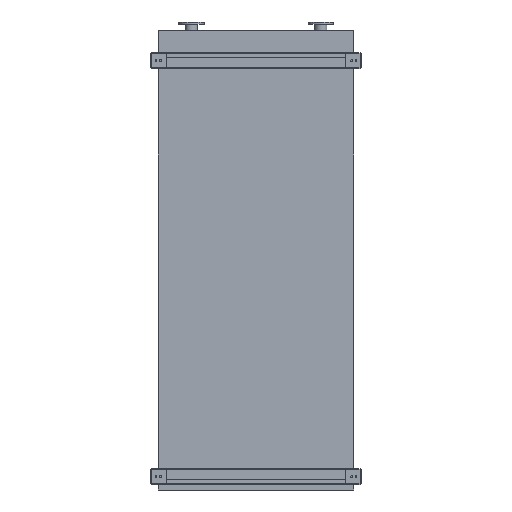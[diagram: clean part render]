
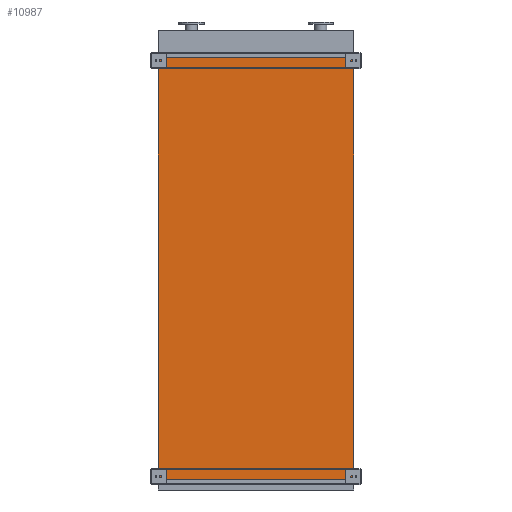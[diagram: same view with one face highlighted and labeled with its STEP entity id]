
A CAD part, front view. The second image highlights one B-rep face of the part: STEP entity #10987.
In plain terms, the highlighted planar face has unit normal (0, -1, 0).
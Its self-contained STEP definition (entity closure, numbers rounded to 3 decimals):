
#73 = ORIENTED_EDGE ( 'NONE', *, *, #3074, .F. ) ;
#669 = VECTOR ( 'NONE', #1240, 1000. ) ;
#1240 = DIRECTION ( 'NONE',  ( 1., 0., 0. ) ) ;
#1901 = CARTESIAN_POINT ( 'NONE',  ( -845., 0., 0. ) ) ;
#2117 = LINE ( 'NONE', #17883, #21115 ) ;
#3074 = EDGE_CURVE ( 'NONE', #19986, #13455, #19530, .T. ) ;
#3097 = CARTESIAN_POINT ( 'NONE',  ( -845., 0., -3650. ) ) ;
#3475 = DIRECTION ( 'NONE',  ( 0., -1., 0. ) ) ;
#4188 = FACE_OUTER_BOUND ( 'NONE', #13145, .T. ) ;
#4693 = AXIS2_PLACEMENT_3D ( 'NONE', #21771, #3475, #16336 ) ;
#4931 = VECTOR ( 'NONE', #14889, 1000. ) ;
#5062 = DIRECTION ( 'NONE',  ( 0., 0., 1. ) ) ;
#5935 = EDGE_CURVE ( 'NONE', #18645, #13455, #6087, .T. ) ;
#6087 = LINE ( 'NONE', #14089, #10419 ) ;
#6908 = ORIENTED_EDGE ( 'NONE', *, *, #8378, .T. ) ;
#7066 = CARTESIAN_POINT ( 'NONE',  ( 845., 0., -3650. ) ) ;
#8054 = ORIENTED_EDGE ( 'NONE', *, *, #5935, .T. ) ;
#8378 = EDGE_CURVE ( 'NONE', #14442, #18645, #11754, .T. ) ;
#10419 = VECTOR ( 'NONE', #17781, 1000. ) ;
#10640 = ORIENTED_EDGE ( 'NONE', *, *, #20921, .F. ) ;
#10987 = ADVANCED_FACE ( 'NONE', ( #4188 ), #18091, .T. ) ;
#11341 = CARTESIAN_POINT ( 'NONE',  ( -845., 0., 0. ) ) ;
#11754 = LINE ( 'NONE', #3097, #669 ) ;
#13145 = EDGE_LOOP ( 'NONE', ( #73, #10640, #6908, #8054 ) ) ;
#13455 = VERTEX_POINT ( 'NONE', #18468 ) ;
#14089 = CARTESIAN_POINT ( 'NONE',  ( 845., 0., -3650. ) ) ;
#14319 = CARTESIAN_POINT ( 'NONE',  ( -845., 0., -3650. ) ) ;
#14442 = VERTEX_POINT ( 'NONE', #14319 ) ;
#14889 = DIRECTION ( 'NONE',  ( 1., 0., 0. ) ) ;
#16336 = DIRECTION ( 'NONE',  ( 0., 0., -1. ) ) ;
#17781 = DIRECTION ( 'NONE',  ( 0., 0., 1. ) ) ;
#17883 = CARTESIAN_POINT ( 'NONE',  ( -845., 0., -3650. ) ) ;
#18091 = PLANE ( 'NONE',  #4693 ) ;
#18468 = CARTESIAN_POINT ( 'NONE',  ( 845., 0., 0. ) ) ;
#18645 = VERTEX_POINT ( 'NONE', #7066 ) ;
#19530 = LINE ( 'NONE', #1901, #4931 ) ;
#19986 = VERTEX_POINT ( 'NONE', #11341 ) ;
#20921 = EDGE_CURVE ( 'NONE', #14442, #19986, #2117, .T. ) ;
#21115 = VECTOR ( 'NONE', #5062, 1000. ) ;
#21771 = CARTESIAN_POINT ( 'NONE',  ( -845., 0., -3650. ) ) ;
